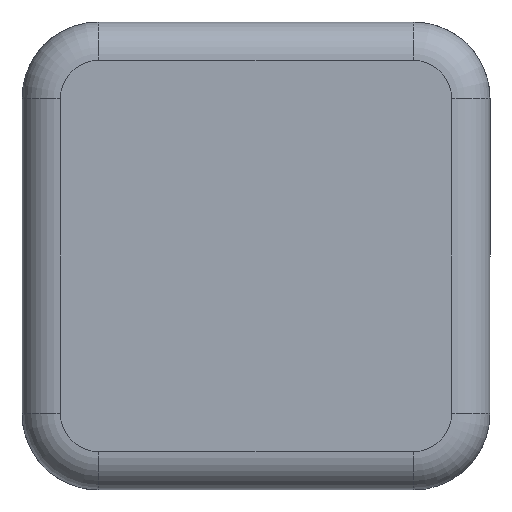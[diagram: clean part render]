
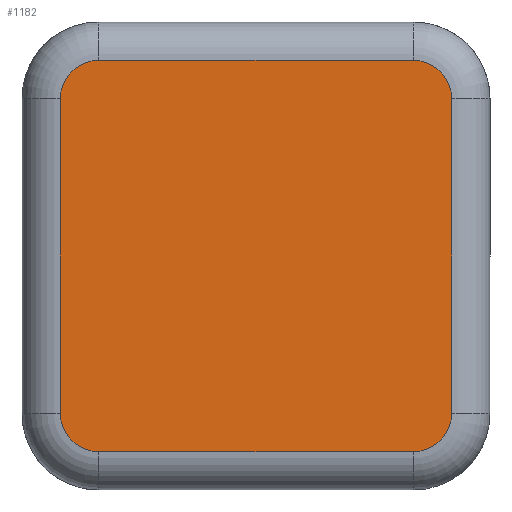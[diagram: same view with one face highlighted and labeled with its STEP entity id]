
A CAD part, front view. The second image highlights one B-rep face of the part: STEP entity #1182.
In plain terms, the highlighted planar face has unit normal (0, -1, 0).
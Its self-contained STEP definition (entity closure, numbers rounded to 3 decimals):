
#52 = LINE ( 'NONE', #1064, #1447 ) ;
#182 = CARTESIAN_POINT ( 'NONE',  ( -20.5, 0., 25.5 ) ) ;
#223 = AXIS2_PLACEMENT_3D ( 'NONE', #1146, #2392, #1423 ) ;
#289 = CARTESIAN_POINT ( 'NONE',  ( 20.5, 0., -25.5 ) ) ;
#321 = CARTESIAN_POINT ( 'NONE',  ( -20.5, 0., 20.5 ) ) ;
#326 = LINE ( 'NONE', #1880, #2090 ) ;
#401 = EDGE_CURVE ( 'NONE', #1686, #1614, #326, .T. ) ;
#409 = DIRECTION ( 'NONE',  ( 0., 0., -1. ) ) ;
#502 = FACE_OUTER_BOUND ( 'NONE', #528, .T. ) ;
#514 = ORIENTED_EDGE ( 'NONE', *, *, #2016, .T. ) ;
#528 = EDGE_LOOP ( 'NONE', ( #1482, #2140, #1861, #2890, #953, #1669, #1514, #514 ) ) ;
#623 = CARTESIAN_POINT ( 'NONE',  ( -25.5, 0., -20.5 ) ) ;
#662 = AXIS2_PLACEMENT_3D ( 'NONE', #758, #2492, #3043 ) ;
#731 = EDGE_CURVE ( 'NONE', #3193, #850, #2692, .T. ) ;
#758 = CARTESIAN_POINT ( 'NONE',  ( -20.5, 0., 20.5 ) ) ;
#850 = VERTEX_POINT ( 'NONE', #1874 ) ;
#862 = AXIS2_PLACEMENT_3D ( 'NONE', #1031, #1525, #1730 ) ;
#953 = ORIENTED_EDGE ( 'NONE', *, *, #2155, .T. ) ;
#1016 = EDGE_CURVE ( 'NONE', #2506, #2035, #3217, .T. ) ;
#1031 = CARTESIAN_POINT ( 'NONE',  ( 20.5, 0., -20.5 ) ) ;
#1064 = CARTESIAN_POINT ( 'NONE',  ( 25.5, 0., 20.5 ) ) ;
#1072 = EDGE_CURVE ( 'NONE', #850, #2506, #3276, .T. ) ;
#1139 = EDGE_CURVE ( 'NONE', #2425, #1686, #2419, .T. ) ;
#1146 = CARTESIAN_POINT ( 'NONE',  ( -20.5, 0., -20.5 ) ) ;
#1182 = ADVANCED_FACE ( 'NONE', ( #502 ), #1240, .T. ) ;
#1240 = PLANE ( 'NONE',  #662 ) ;
#1253 = CARTESIAN_POINT ( 'NONE',  ( 20.5, 0., 25.5 ) ) ;
#1300 = VECTOR ( 'NONE', #2428, 1000. ) ;
#1328 = DIRECTION ( 'NONE',  ( 0., 0., -1. ) ) ;
#1423 = DIRECTION ( 'NONE',  ( 0., 0., -1. ) ) ;
#1430 = CARTESIAN_POINT ( 'NONE',  ( -25.5, 0., 20.5 ) ) ;
#1447 = VECTOR ( 'NONE', #2080, 1000. ) ;
#1482 = ORIENTED_EDGE ( 'NONE', *, *, #731, .T. ) ;
#1514 = ORIENTED_EDGE ( 'NONE', *, *, #401, .T. ) ;
#1525 = DIRECTION ( 'NONE',  ( 0., -1., 0. ) ) ;
#1614 = VERTEX_POINT ( 'NONE', #182 ) ;
#1669 = ORIENTED_EDGE ( 'NONE', *, *, #1139, .T. ) ;
#1686 = VERTEX_POINT ( 'NONE', #1253 ) ;
#1730 = DIRECTION ( 'NONE',  ( 0., 0., -1. ) ) ;
#1861 = ORIENTED_EDGE ( 'NONE', *, *, #1016, .T. ) ;
#1873 = CIRCLE ( 'NONE', #862, 5. ) ;
#1874 = CARTESIAN_POINT ( 'NONE',  ( -25.5, 0., -20.5 ) ) ;
#1880 = CARTESIAN_POINT ( 'NONE',  ( -20.5, 0., 25.5 ) ) ;
#2004 = CARTESIAN_POINT ( 'NONE',  ( 25.5, 0., -20.5 ) ) ;
#2016 = EDGE_CURVE ( 'NONE', #1614, #3193, #2892, .T. ) ;
#2035 = VERTEX_POINT ( 'NONE', #289 ) ;
#2080 = DIRECTION ( 'NONE',  ( 0., 0., 1. ) ) ;
#2090 = VECTOR ( 'NONE', #2369, 1000. ) ;
#2140 = ORIENTED_EDGE ( 'NONE', *, *, #1072, .T. ) ;
#2155 = EDGE_CURVE ( 'NONE', #3087, #2425, #52, .T. ) ;
#2254 = AXIS2_PLACEMENT_3D ( 'NONE', #2540, #2509, #2995 ) ;
#2369 = DIRECTION ( 'NONE',  ( -1., 0., 0. ) ) ;
#2392 = DIRECTION ( 'NONE',  ( 0., -1., 0. ) ) ;
#2407 = CARTESIAN_POINT ( 'NONE',  ( 20.5, 0., -25.5 ) ) ;
#2419 = CIRCLE ( 'NONE', #2254, 5. ) ;
#2425 = VERTEX_POINT ( 'NONE', #3240 ) ;
#2428 = DIRECTION ( 'NONE',  ( 1., 0., 0. ) ) ;
#2463 = EDGE_CURVE ( 'NONE', #2035, #3087, #1873, .T. ) ;
#2492 = DIRECTION ( 'NONE',  ( 0., -1., 0. ) ) ;
#2506 = VERTEX_POINT ( 'NONE', #2625 ) ;
#2509 = DIRECTION ( 'NONE',  ( 0., -1., 0. ) ) ;
#2540 = CARTESIAN_POINT ( 'NONE',  ( 20.5, 0., 20.5 ) ) ;
#2621 = AXIS2_PLACEMENT_3D ( 'NONE', #321, #2900, #1328 ) ;
#2625 = CARTESIAN_POINT ( 'NONE',  ( -20.5, 0., -25.5 ) ) ;
#2692 = LINE ( 'NONE', #623, #3116 ) ;
#2890 = ORIENTED_EDGE ( 'NONE', *, *, #2463, .T. ) ;
#2892 = CIRCLE ( 'NONE', #2621, 5. ) ;
#2900 = DIRECTION ( 'NONE',  ( 0., -1., 0. ) ) ;
#2995 = DIRECTION ( 'NONE',  ( 0., 0., -1. ) ) ;
#3043 = DIRECTION ( 'NONE',  ( 0., 0., -1. ) ) ;
#3087 = VERTEX_POINT ( 'NONE', #2004 ) ;
#3116 = VECTOR ( 'NONE', #409, 1000. ) ;
#3193 = VERTEX_POINT ( 'NONE', #1430 ) ;
#3217 = LINE ( 'NONE', #2407, #1300 ) ;
#3240 = CARTESIAN_POINT ( 'NONE',  ( 25.5, 0., 20.5 ) ) ;
#3276 = CIRCLE ( 'NONE', #223, 5. ) ;
